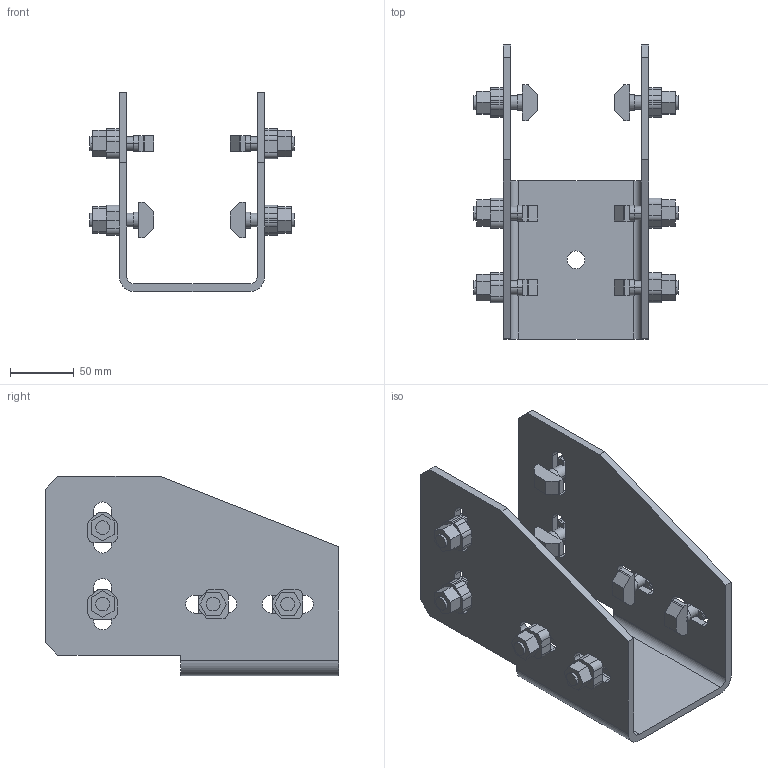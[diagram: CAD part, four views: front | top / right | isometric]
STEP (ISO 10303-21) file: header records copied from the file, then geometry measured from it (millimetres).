
FILE_DESCRIPTION (( 'STEP AP214' ), '1' );
FILE_NAME ('R954-110.STEP', '2024-06-18T10:39:57', ( '' ), ( '' ), 'SwSTEP 2.0', 'SolidWorks 2024', '' );
FILE_SCHEMA (( 'AUTOMOTIVE_DESIGN' ));
Length unit declared in the file: millimetre
Products named in the file (3): R954-110; R951-510
Assembly tree (9 placements, depth 2):
  R954-110
    R954-110
    R951-510  x8
Bounding box: 159.79 x 230 x 156 mm (x, y, z)
Volume: 509459.3 mm3; surface area: 189665.6 mm2
Topology: 9 solids, 9 shells, 594 faces, 1504 edges, 968 vertices
Faces by surface type: plane 420, cylinder 174
Entity records: 4322 total; most frequent: CARTESIAN_POINT 745, DIRECTION 742, ORIENTED_EDGE 712, EDGE_CURVE 356, LINE 250, VECTOR 250, AXIS2_PLACEMENT_3D 246, VERTEX_POINT 233
